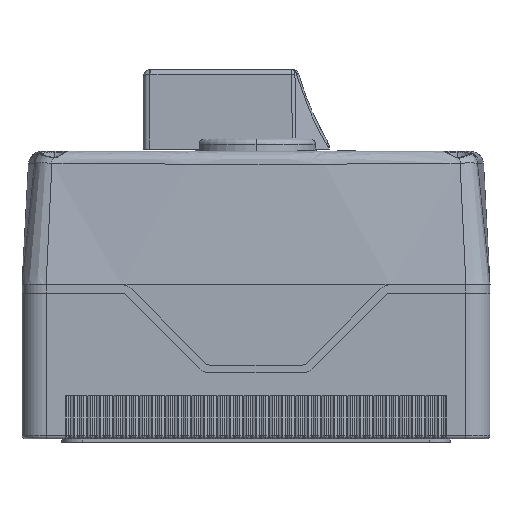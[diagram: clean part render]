
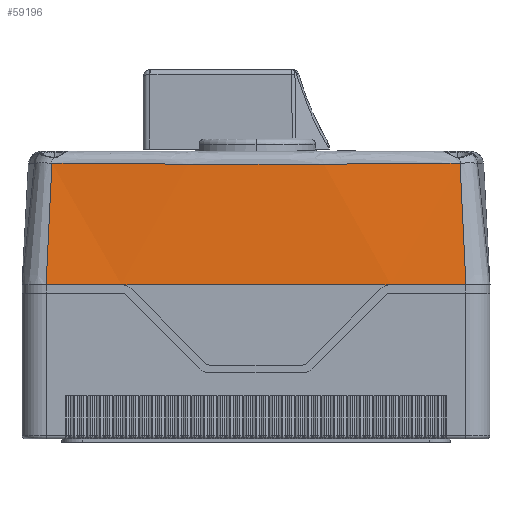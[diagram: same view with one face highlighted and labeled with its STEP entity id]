
A CAD part, left-side view. The second image highlights one B-rep face of the part: STEP entity #59196.
In plain terms, the highlighted free-form (B-spline) face has degree [3, 3] with [6, 4] control points.
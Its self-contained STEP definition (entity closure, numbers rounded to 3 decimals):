
#1023=CARTESIAN_POINT('',(-40.889,59.045,62.795));
#1171=CARTESIAN_POINT('',(-40.889,-59.041,
62.795));
#1692=CARTESIAN_POINT('',(-40.889,-59.041,
62.795));
#1693=CARTESIAN_POINT('',(-41.108,-59.175,
61.029));
#1694=CARTESIAN_POINT('',(-41.776,-59.523,
55.639));
#1695=CARTESIAN_POINT('',(-42.895,-59.86,
46.591));
#1696=CARTESIAN_POINT('',(-43.987,-60.141,
37.488));
#1697=CARTESIAN_POINT('',(-44.726,-60.47,
31.188));
#1698=CARTESIAN_POINT('',(-45.036,-60.665,
28.527));
#1699=CARTESIAN_POINT('',(-45.135,-60.731,
27.677));
#1704=CARTESIAN_POINT('',(-45.135,-60.731,
27.677));
#1705=CARTESIAN_POINT('',(-45.135,-53.478,
27.677));
#1706=CARTESIAN_POINT('',(-45.135,-46.225,
27.677));
#1707=CARTESIAN_POINT('',(-45.135,-38.972,
27.677));
#1712=CARTESIAN_POINT('',(-45.135,-38.972,
27.677));
#1713=CARTESIAN_POINT('',(-45.135,-38.418,
27.677));
#1714=CARTESIAN_POINT('',(-45.135,-37.864,
27.677));
#1715=CARTESIAN_POINT('',(-45.135,-37.311,
27.677));
#1720=CARTESIAN_POINT('',(-45.135,-37.311,
27.677));
#1721=CARTESIAN_POINT('',(-45.135,-12.436,
27.678));
#1722=CARTESIAN_POINT('',(-45.135,12.438,27.678));
#1723=CARTESIAN_POINT('',(-45.135,37.313,27.677));
#1728=CARTESIAN_POINT('',(-45.135,37.313,27.677));
#1729=CARTESIAN_POINT('',(-45.135,37.867,27.677));
#1730=CARTESIAN_POINT('',(-45.135,38.421,27.677));
#1731=CARTESIAN_POINT('',(-45.135,38.974,27.677));
#1736=CARTESIAN_POINT('',(-45.135,38.974,27.677));
#1737=CARTESIAN_POINT('',(-45.135,46.227,27.677));
#1738=CARTESIAN_POINT('',(-45.135,53.481,27.677));
#1739=CARTESIAN_POINT('',(-45.135,60.734,27.677));
#1744=CARTESIAN_POINT('',(-45.135,60.734,27.677));
#1745=CARTESIAN_POINT('',(-45.036,60.667,28.527));
#1746=CARTESIAN_POINT('',(-44.726,60.473,31.188));
#1747=CARTESIAN_POINT('',(-43.987,60.147,37.487));
#1748=CARTESIAN_POINT('',(-42.895,59.867,46.59));
#1749=CARTESIAN_POINT('',(-41.776,59.529,55.638));
#1750=CARTESIAN_POINT('',(-41.108,59.179,61.029));
#1751=CARTESIAN_POINT('',(-40.889,59.045,62.795));
#1756=CARTESIAN_POINT('',(-40.889,59.045,62.795));
#1757=CARTESIAN_POINT('',(-41.704,49.224,62.695));
#1758=CARTESIAN_POINT('',(-42.911,29.559,62.542));
#1759=CARTESIAN_POINT('',(-43.51,0.003,
62.465));
#1760=CARTESIAN_POINT('',(-42.912,-29.553,
62.542));
#1761=CARTESIAN_POINT('',(-41.704,-49.22,
62.695));
#1762=CARTESIAN_POINT('',(-40.889,-59.041,
62.795));
#49006=VERTEX_POINT('',#1023);
#49009=VERTEX_POINT('',#1171);
#49052=VERTEX_POINT('',#1744);
#49053=VERTEX_POINT('',#1699);
#49054=VERTEX_POINT('',#1707);
#49055=VERTEX_POINT('',#1715);
#49056=VERTEX_POINT('',#1723);
#49057=VERTEX_POINT('',#1731);
#59155=CARTESIAN_POINT('',(-45.224,65.453,
26.975));
#59156=CARTESIAN_POINT('',(-43.684,64.076,
39.149));
#59157=CARTESIAN_POINT('',(-42.144,62.699,
51.323));
#59158=CARTESIAN_POINT('',(-40.604,61.321,
63.498));
#59159=CARTESIAN_POINT('',(-45.222,64.614,
26.975));
#59160=CARTESIAN_POINT('',(-43.706,63.255,
39.149));
#59161=CARTESIAN_POINT('',(-42.189,61.896,
51.323));
#59162=CARTESIAN_POINT('',(-40.672,60.537,
63.498));
#59163=CARTESIAN_POINT('',(-45.156,21.819,
26.975));
#59164=CARTESIAN_POINT('',(-44.795,21.392,
39.149));
#59165=CARTESIAN_POINT('',(-44.434,20.965,
51.323));
#59166=CARTESIAN_POINT('',(-44.074,20.538,
63.498));
#59167=CARTESIAN_POINT('',(-45.156,-21.815,
26.975));
#59168=CARTESIAN_POINT('',(-44.795,-21.388,
39.149));
#59169=CARTESIAN_POINT('',(-44.434,-20.961,
51.323));
#59170=CARTESIAN_POINT('',(-44.074,-20.534,
63.498));
#59171=CARTESIAN_POINT('',(-45.222,-64.61,
26.975));
#59172=CARTESIAN_POINT('',(-43.706,-63.251,
39.149));
#59173=CARTESIAN_POINT('',(-42.189,-61.892,
51.323));
#59174=CARTESIAN_POINT('',(-40.672,-60.534,
63.498));
#59175=CARTESIAN_POINT('',(-45.224,-65.449,
26.975));
#59176=CARTESIAN_POINT('',(-43.684,-64.072,
39.149));
#59177=CARTESIAN_POINT('',(-42.144,-62.695,
51.323));
#59178=CARTESIAN_POINT('',(-40.604,-61.318,
63.498));
#59179=B_SPLINE_SURFACE_WITH_KNOTS('',3,3,((#59155,#59156,#59157,#59158),
(#59159,#59160,#59161,#59162),(#59163,#59164,#59165,#59166),(#59167,#59168,
#59169,#59170),(#59171,#59172,#59173,#59174),(#59175,#59176,#59177,#59178)),
.UNSPECIFIED.,.F.,.F.,.F.,(4,1,1,4),(4,4),(-0.02,0.,1.,1.02),(
0.,1.),.UNSPECIFIED.);
#59181=ORIENTED_EDGE('',*,*,#59180,.T.);
#59183=ORIENTED_EDGE('',*,*,#59182,.T.);
#59185=ORIENTED_EDGE('',*,*,#59184,.T.);
#59187=ORIENTED_EDGE('',*,*,#59186,.T.);
#59189=ORIENTED_EDGE('',*,*,#59188,.T.);
#59191=ORIENTED_EDGE('',*,*,#59190,.T.);
#59192=ORIENTED_EDGE('',*,*,#59138,.T.);
#59193=ORIENTED_EDGE('',*,*,#57022,.T.);
#59194=EDGE_LOOP('',(#59181,#59183,#59185,#59187,#59189,#59191,#59192,#59193));
#59195=FACE_OUTER_BOUND('',#59194,.F.);
#1700=B_SPLINE_CURVE_WITH_KNOTS('',3,(#1692,#1693,#1694,#1695,#1696,#1697,#1698,
#1699),.UNSPECIFIED.,.F.,.F.,(4,1,1,1,1,4),(0.,0.152,
0.462,0.772,0.927,1.),.UNSPECIFIED.);
#1708=B_SPLINE_CURVE_WITH_KNOTS('',3,(#1704,#1705,#1706,#1707),.UNSPECIFIED.,
.F.,.F.,(4,4),(0.,1.),.UNSPECIFIED.);
#1716=B_SPLINE_CURVE_WITH_KNOTS('',3,(#1712,#1713,#1714,#1715),.UNSPECIFIED.,
.F.,.F.,(4,4),(0.,1.),.UNSPECIFIED.);
#1724=B_SPLINE_CURVE_WITH_KNOTS('',3,(#1720,#1721,#1722,#1723),.UNSPECIFIED.,
.F.,.F.,(4,4),(0.,1.),.UNSPECIFIED.);
#1732=B_SPLINE_CURVE_WITH_KNOTS('',3,(#1728,#1729,#1730,#1731),.UNSPECIFIED.,
.F.,.F.,(4,4),(0.,1.),.UNSPECIFIED.);
#1740=B_SPLINE_CURVE_WITH_KNOTS('',3,(#1736,#1737,#1738,#1739),.UNSPECIFIED.,
.F.,.F.,(4,4),(0.,1.),.UNSPECIFIED.);
#1752=B_SPLINE_CURVE_WITH_KNOTS('',3,(#1744,#1745,#1746,#1747,#1748,#1749,#1750,
#1751),.UNSPECIFIED.,.F.,.F.,(4,1,1,1,1,4),(0.,0.073,
0.228,0.538,0.848,1.),.UNSPECIFIED.);
#1763=B_SPLINE_CURVE_WITH_KNOTS('',3,(#1756,#1757,#1758,#1759,#1760,#1761,
#1762),.UNSPECIFIED.,.F.,.F.,(4,1,1,1,4),(0.,0.25,
0.5,0.75,1.),.UNSPECIFIED.);
#57022=EDGE_CURVE('',#49006,#49009,#1763,.T.);
#59138=EDGE_CURVE('',#49052,#49006,#1752,.T.);
#59180=EDGE_CURVE('',#49009,#49053,#1700,.T.);
#59182=EDGE_CURVE('',#49053,#49054,#1708,.T.);
#59184=EDGE_CURVE('',#49054,#49055,#1716,.T.);
#59186=EDGE_CURVE('',#49055,#49056,#1724,.T.);
#59188=EDGE_CURVE('',#49056,#49057,#1732,.T.);
#59190=EDGE_CURVE('',#49057,#49052,#1740,.T.);
#59196=ADVANCED_FACE('',(#59195),#59179,.T.);
